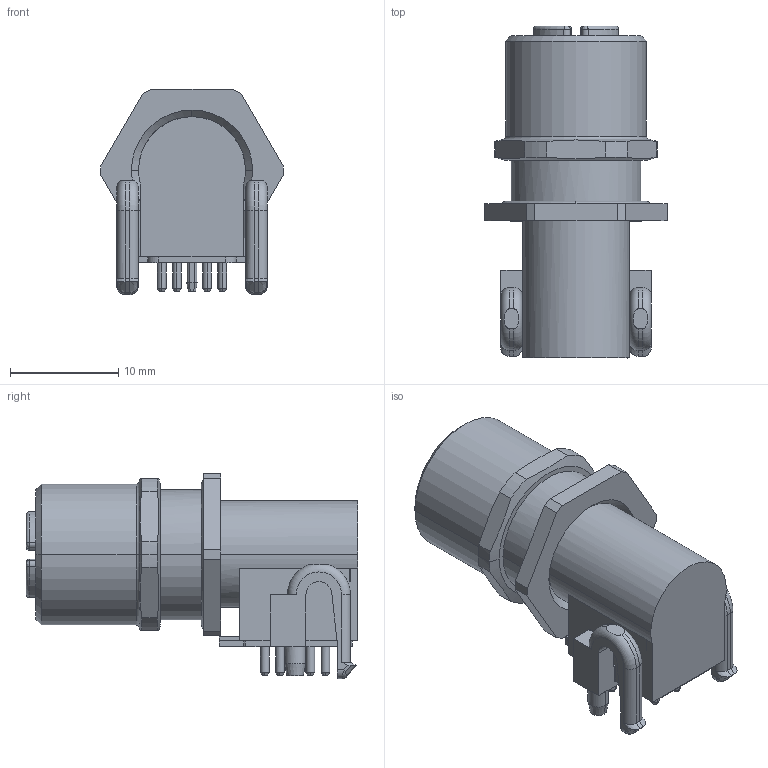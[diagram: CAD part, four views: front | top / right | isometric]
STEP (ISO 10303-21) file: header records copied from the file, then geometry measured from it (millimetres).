
FILE_DESCRIPTION(('CATIA V5 STEP Exchange','CAx-IF Rec.Pracs.--- Model Styling and Organization---1.4--- 2014-01-23'),'2;1');
FILE_NAME ('030145-3_0', '2020-04-20T06:34:38+00:00', ('none'), ('Weidmueller'), 'CATIA Version 5-6 Release 2016 SP3 HF44', 'CATIA V5 STEP AP214', 'none');
FILE_SCHEMA(('AUTOMOTIVE_DESIGN { 1 0 10303 214 1 1 1 1 }'));
Length unit declared in the file: millimetre
Products named in the file (1): 2168220000
Bounding box: 16.82 x 30.65 x 18.95 mm (x, y, z)
Volume: 3581.8 mm3; surface area: 3527.2 mm2
Topology: 13 solids, 14 shells, 498 faces, 1181 edges, 737 vertices
Faces by surface type: cylinder 167, plane 164, cone 86, torus 52, bspline 29
Entity records: 15393 total; most frequent: CARTESIAN_POINT 5328, ORIENTED_EDGE 2362, DIRECTION 1619, EDGE_CURVE 1085, AXIS2_PLACEMENT_3D 720, VERTEX_POINT 673, EDGE_LOOP 530, VECTOR 522
